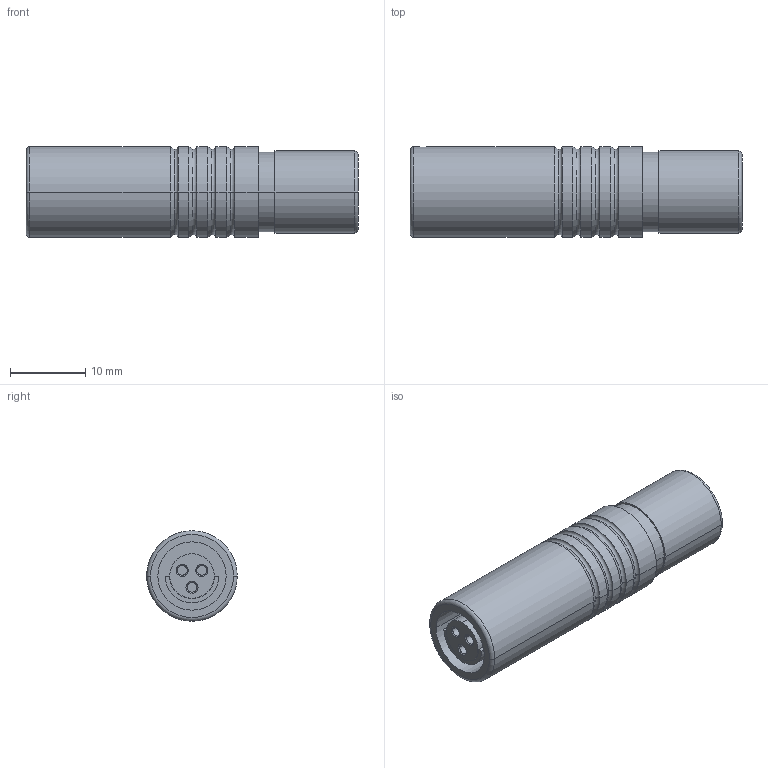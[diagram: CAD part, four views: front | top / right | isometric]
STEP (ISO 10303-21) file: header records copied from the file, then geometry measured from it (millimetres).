
FILE_DESCRIPTION((''),'2;1');
FILE_NAME('K11F1C-P03L','2021-02-05T11:00:49',('RTrager'),(''),'CREO PARAMETRIC BY PTC INC, 2018300','CREO PARAMETRIC BY PTC INC, 2018300','');
FILE_SCHEMA(('AP242_MANAGED_MODEL_BASED_3D_ENGINEERING_MIM_LF { 1 0 10303 442 1 1 4 }'));
Length unit declared in the file: millimetre
Products named in the file (1): K11F1C-P03L
Bounding box: 44 x 12 x 12 mm (x, y, z)
Volume: 3619.5 mm3; surface area: 3216.8 mm2
Topology: 1 solids, 1 shells, 101 faces, 220 edges, 134 vertices
Faces by surface type: cylinder 52, plane 20, torus 15, cone 14
Entity records: 4297 total; most frequent: CARTESIAN_POINT 631, DIRECTION 528, ORIENTED_EDGE 440, PRESENTATION_STYLE_ASSIGNMENT 274, AXIS2_PLACEMENT_3D 225, STYLED_ITEM 223, CURVE_STYLE 220, EDGE_CURVE 220
